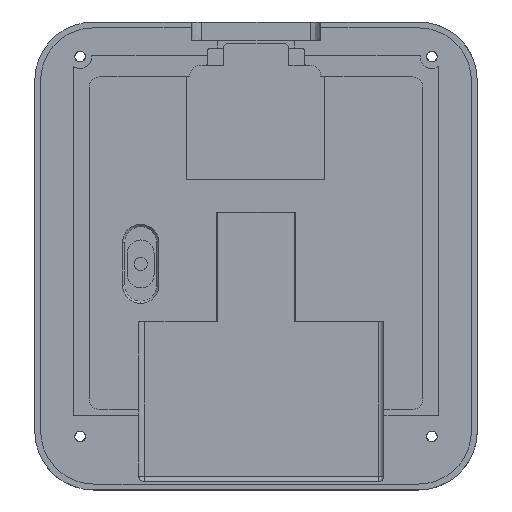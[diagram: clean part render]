
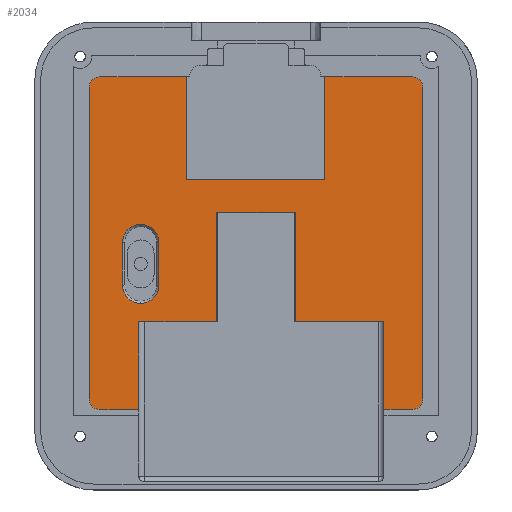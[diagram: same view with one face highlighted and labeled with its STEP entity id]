
A CAD part, top view. The second image highlights one B-rep face of the part: STEP entity #2034.
In plain terms, the highlighted planar face has unit normal (0, 0, 1).
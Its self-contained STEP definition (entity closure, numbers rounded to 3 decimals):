
#1809=CARTESIAN_POINT('',(0.049,0.195,-6.18));
#1810=DIRECTION('',(0.,0.,1.));
#1811=DIRECTION('',(0.674,0.739,0.));
#1812=AXIS2_PLACEMENT_3D('',#1809,#1810,#1811);
#1813=PLANE('',#1812);
#1814=CARTESIAN_POINT('',(-21.572,0.577,-6.18));
#1815=VERTEX_POINT('',#1814);
#1816=CARTESIAN_POINT('',(-18.172,-2.823,-6.18));
#1817=VERTEX_POINT('',#1816);
#1818=CARTESIAN_POINT('',(-21.572,-2.823,-6.18));
#1819=DIRECTION('',(-0.,-0.,-1.));
#1820=DIRECTION('',(1.,0.,-0.));
#1821=AXIS2_PLACEMENT_3D('',#1818,#1819,#1820);
#1822=CIRCLE('',#1821,3.4);
#1823=EDGE_CURVE('',#1815,#1817,#1822,.T.);
#1824=ORIENTED_EDGE('',*,*,#1823,.T.);
#1825=CARTESIAN_POINT('',(-18.172,-10.823,-6.18));
#1826=VERTEX_POINT('',#1825);
#1827=CARTESIAN_POINT('',(-18.172,-2.823,-6.18));
#1828=DIRECTION('',(0.,-1.,0.));
#1829=VECTOR('',#1828,8.);
#1830=LINE('',#1827,#1829);
#1831=EDGE_CURVE('',#1817,#1826,#1830,.T.);
#1832=ORIENTED_EDGE('',*,*,#1831,.T.);
#1833=CARTESIAN_POINT('',(-21.572,-14.223,-6.18));
#1834=VERTEX_POINT('',#1833);
#1835=CARTESIAN_POINT('',(-21.572,-10.823,-6.18));
#1836=DIRECTION('',(-0.,-0.,-1.));
#1837=DIRECTION('',(1.,0.,-0.));
#1838=AXIS2_PLACEMENT_3D('',#1835,#1836,#1837);
#1839=CIRCLE('',#1838,3.4);
#1840=EDGE_CURVE('',#1826,#1834,#1839,.T.);
#1841=ORIENTED_EDGE('',*,*,#1840,.T.);
#1842=CARTESIAN_POINT('',(-24.972,-10.823,-6.18));
#1843=VERTEX_POINT('',#1842);
#1844=CARTESIAN_POINT('',(-21.572,-10.823,-6.18));
#1845=DIRECTION('',(-0.,-0.,-1.));
#1846=DIRECTION('',(1.,0.,-0.));
#1847=AXIS2_PLACEMENT_3D('',#1844,#1845,#1846);
#1848=CIRCLE('',#1847,3.4);
#1849=EDGE_CURVE('',#1834,#1843,#1848,.T.);
#1850=ORIENTED_EDGE('',*,*,#1849,.T.);
#1851=CARTESIAN_POINT('',(-24.972,-2.823,-6.18));
#1852=VERTEX_POINT('',#1851);
#1853=CARTESIAN_POINT('',(-24.972,-10.823,-6.18));
#1854=DIRECTION('',(0.,1.,0.));
#1855=VECTOR('',#1854,8.);
#1856=LINE('',#1853,#1855);
#1857=EDGE_CURVE('',#1843,#1852,#1856,.T.);
#1858=ORIENTED_EDGE('',*,*,#1857,.T.);
#1859=CARTESIAN_POINT('',(-21.572,-2.823,-6.18));
#1860=DIRECTION('',(-0.,-0.,-1.));
#1861=DIRECTION('',(1.,0.,-0.));
#1862=AXIS2_PLACEMENT_3D('',#1859,#1860,#1861);
#1863=CIRCLE('',#1862,3.4);
#1864=EDGE_CURVE('',#1852,#1815,#1863,.T.);
#1865=ORIENTED_EDGE('',*,*,#1864,.T.);
#1866=EDGE_LOOP('',(#1824,#1832,#1841,#1850,#1858,#1865));
#1867=FACE_BOUND('',#1866,.T.);
#1868=CARTESIAN_POINT('',(12.93,8.947,-6.18));
#1869=VERTEX_POINT('',#1868);
#1870=CARTESIAN_POINT('',(12.93,28.245,-6.18));
#1871=VERTEX_POINT('',#1870);
#1872=CARTESIAN_POINT('',(12.93,8.947,-6.18));
#1873=DIRECTION('',(0.,1.,0.));
#1874=VECTOR('',#1873,19.298);
#1875=LINE('',#1872,#1874);
#1876=EDGE_CURVE('',#1869,#1871,#1875,.T.);
#1877=ORIENTED_EDGE('',*,*,#1876,.F.);
#1878=CARTESIAN_POINT('',(-13.07,8.947,-6.18));
#1879=VERTEX_POINT('',#1878);
#1880=CARTESIAN_POINT('',(-13.07,8.947,-6.18));
#1881=DIRECTION('',(1.,0.,-0.));
#1882=VECTOR('',#1881,26.);
#1883=LINE('',#1880,#1882);
#1884=EDGE_CURVE('',#1879,#1869,#1883,.T.);
#1885=ORIENTED_EDGE('',*,*,#1884,.F.);
#1886=CARTESIAN_POINT('',(-13.07,28.245,-6.18));
#1887=VERTEX_POINT('',#1886);
#1888=CARTESIAN_POINT('',(-13.07,28.245,-6.18));
#1889=DIRECTION('',(-0.,-1.,0.));
#1890=VECTOR('',#1889,19.298);
#1891=LINE('',#1888,#1890);
#1892=EDGE_CURVE('',#1887,#1879,#1891,.T.);
#1893=ORIENTED_EDGE('',*,*,#1892,.F.);
#1894=CARTESIAN_POINT('',(-29.252,28.245,-6.18));
#1895=VERTEX_POINT('',#1894);
#1896=CARTESIAN_POINT('',(-13.07,28.245,-6.18));
#1897=DIRECTION('',(-1.,0.,0.));
#1898=VECTOR('',#1897,16.182);
#1899=LINE('',#1896,#1898);
#1900=EDGE_CURVE('',#1887,#1895,#1899,.T.);
#1901=ORIENTED_EDGE('',*,*,#1900,.T.);
#1902=CARTESIAN_POINT('',(-31.251,26.246,-6.18));
#1903=VERTEX_POINT('',#1902);
#1904=CARTESIAN_POINT('',(-29.252,26.246,-6.18));
#1905=DIRECTION('',(0.,0.,1.));
#1906=DIRECTION('',(1.,0.,-0.));
#1907=AXIS2_PLACEMENT_3D('',#1904,#1905,#1906);
#1908=CIRCLE('',#1907,2.);
#1909=EDGE_CURVE('',#1895,#1903,#1908,.T.);
#1910=ORIENTED_EDGE('',*,*,#1909,.T.);
#1911=CARTESIAN_POINT('',(-31.251,-32.155,-6.18));
#1912=VERTEX_POINT('',#1911);
#1913=CARTESIAN_POINT('',(-31.251,26.246,-6.18));
#1914=DIRECTION('',(0.,-1.,0.));
#1915=VECTOR('',#1914,58.401);
#1916=LINE('',#1913,#1915);
#1917=EDGE_CURVE('',#1903,#1912,#1916,.T.);
#1918=ORIENTED_EDGE('',*,*,#1917,.T.);
#1919=CARTESIAN_POINT('',(-29.252,-34.155,-6.18));
#1920=VERTEX_POINT('',#1919);
#1921=CARTESIAN_POINT('',(-29.252,-32.155,-6.18));
#1922=DIRECTION('',(0.,0.,1.));
#1923=DIRECTION('',(1.,0.,-0.));
#1924=AXIS2_PLACEMENT_3D('',#1921,#1922,#1923);
#1925=CIRCLE('',#1924,2.);
#1926=EDGE_CURVE('',#1912,#1920,#1925,.T.);
#1927=ORIENTED_EDGE('',*,*,#1926,.T.);
#1928=CARTESIAN_POINT('',(-21.951,-34.155,-6.18));
#1929=VERTEX_POINT('',#1928);
#1930=CARTESIAN_POINT('',(-21.951,-34.155,-6.18));
#1931=DIRECTION('',(-1.,0.,0.));
#1932=VECTOR('',#1931,7.3);
#1933=LINE('',#1930,#1932);
#1934=EDGE_CURVE('',#1929,#1920,#1933,.T.);
#1935=ORIENTED_EDGE('',*,*,#1934,.F.);
#1936=CARTESIAN_POINT('',(-21.951,-17.655,-6.18));
#1937=VERTEX_POINT('',#1936);
#1938=CARTESIAN_POINT('',(-21.951,-34.155,-6.18));
#1939=DIRECTION('',(-0.,1.,0.));
#1940=VECTOR('',#1939,16.5);
#1941=LINE('',#1938,#1940);
#1942=EDGE_CURVE('',#1929,#1937,#1941,.T.);
#1943=ORIENTED_EDGE('',*,*,#1942,.T.);
#1944=CARTESIAN_POINT('',(-7.351,-17.655,-6.18));
#1945=VERTEX_POINT('',#1944);
#1946=CARTESIAN_POINT('',(-21.951,-17.655,-6.18));
#1947=DIRECTION('',(1.,0.,0.));
#1948=VECTOR('',#1947,14.6);
#1949=LINE('',#1946,#1948);
#1950=EDGE_CURVE('',#1937,#1945,#1949,.T.);
#1951=ORIENTED_EDGE('',*,*,#1950,.T.);
#1952=CARTESIAN_POINT('',(-7.351,2.845,-6.18));
#1953=VERTEX_POINT('',#1952);
#1954=CARTESIAN_POINT('',(-7.351,-17.655,-6.18));
#1955=DIRECTION('',(0.,1.,0.));
#1956=VECTOR('',#1955,20.5);
#1957=LINE('',#1954,#1956);
#1958=EDGE_CURVE('',#1945,#1953,#1957,.T.);
#1959=ORIENTED_EDGE('',*,*,#1958,.T.);
#1960=CARTESIAN_POINT('',(7.449,2.845,-6.18));
#1961=VERTEX_POINT('',#1960);
#1962=CARTESIAN_POINT('',(-7.351,2.845,-6.18));
#1963=DIRECTION('',(1.,-0.,-0.));
#1964=VECTOR('',#1963,14.8);
#1965=LINE('',#1962,#1964);
#1966=EDGE_CURVE('',#1953,#1961,#1965,.T.);
#1967=ORIENTED_EDGE('',*,*,#1966,.T.);
#1968=CARTESIAN_POINT('',(7.449,-17.655,-6.18));
#1969=VERTEX_POINT('',#1968);
#1970=CARTESIAN_POINT('',(7.449,2.845,-6.18));
#1971=DIRECTION('',(0.,-1.,0.));
#1972=VECTOR('',#1971,20.5);
#1973=LINE('',#1970,#1972);
#1974=EDGE_CURVE('',#1961,#1969,#1973,.T.);
#1975=ORIENTED_EDGE('',*,*,#1974,.T.);
#1976=CARTESIAN_POINT('',(24.049,-17.655,-6.18));
#1977=VERTEX_POINT('',#1976);
#1978=CARTESIAN_POINT('',(7.449,-17.655,-6.18));
#1979=DIRECTION('',(1.,0.,0.));
#1980=VECTOR('',#1979,16.6);
#1981=LINE('',#1978,#1980);
#1982=EDGE_CURVE('',#1969,#1977,#1981,.T.);
#1983=ORIENTED_EDGE('',*,*,#1982,.T.);
#1984=CARTESIAN_POINT('',(24.049,-34.155,-6.18));
#1985=VERTEX_POINT('',#1984);
#1986=CARTESIAN_POINT('',(24.049,-17.655,-6.18));
#1987=DIRECTION('',(-0.,-1.,0.));
#1988=VECTOR('',#1987,16.5);
#1989=LINE('',#1986,#1988);
#1990=EDGE_CURVE('',#1977,#1985,#1989,.T.);
#1991=ORIENTED_EDGE('',*,*,#1990,.T.);
#1992=CARTESIAN_POINT('',(29.349,-34.155,-6.18));
#1993=VERTEX_POINT('',#1992);
#1994=CARTESIAN_POINT('',(29.349,-34.155,-6.18));
#1995=DIRECTION('',(-1.,0.,0.));
#1996=VECTOR('',#1995,5.3);
#1997=LINE('',#1994,#1996);
#1998=EDGE_CURVE('',#1993,#1985,#1997,.T.);
#1999=ORIENTED_EDGE('',*,*,#1998,.F.);
#2000=CARTESIAN_POINT('',(31.349,-32.155,-6.18));
#2001=VERTEX_POINT('',#2000);
#2002=CARTESIAN_POINT('',(29.349,-32.155,-6.18));
#2003=DIRECTION('',(0.,0.,1.));
#2004=DIRECTION('',(1.,0.,-0.));
#2005=AXIS2_PLACEMENT_3D('',#2002,#2003,#2004);
#2006=CIRCLE('',#2005,2.);
#2007=EDGE_CURVE('',#1993,#2001,#2006,.T.);
#2008=ORIENTED_EDGE('',*,*,#2007,.T.);
#2009=CARTESIAN_POINT('',(31.349,26.246,-6.18));
#2010=VERTEX_POINT('',#2009);
#2011=CARTESIAN_POINT('',(31.349,26.246,-6.18));
#2012=DIRECTION('',(0.,-1.,0.));
#2013=VECTOR('',#2012,58.401);
#2014=LINE('',#2011,#2013);
#2015=EDGE_CURVE('',#2010,#2001,#2014,.T.);
#2016=ORIENTED_EDGE('',*,*,#2015,.F.);
#2017=CARTESIAN_POINT('',(29.349,28.245,-6.18));
#2018=VERTEX_POINT('',#2017);
#2019=CARTESIAN_POINT('',(29.349,26.246,-6.18));
#2020=DIRECTION('',(0.,0.,1.));
#2021=DIRECTION('',(1.,0.,-0.));
#2022=AXIS2_PLACEMENT_3D('',#2019,#2020,#2021);
#2023=CIRCLE('',#2022,2.);
#2024=EDGE_CURVE('',#2010,#2018,#2023,.T.);
#2025=ORIENTED_EDGE('',*,*,#2024,.T.);
#2026=CARTESIAN_POINT('',(29.349,28.245,-6.18));
#2027=DIRECTION('',(-1.,0.,0.));
#2028=VECTOR('',#2027,16.419);
#2029=LINE('',#2026,#2028);
#2030=EDGE_CURVE('',#2018,#1871,#2029,.T.);
#2031=ORIENTED_EDGE('',*,*,#2030,.T.);
#2032=EDGE_LOOP('',(#1877,#1885,#1893,#1901,#1910,#1918,#1927,#1935,#1943,#1951,#1959,#1967,#1975,#1983,#1991,#1999,#2008,#2016,#2025,#2031));
#2033=FACE_BOUND('',#2032,.T.);
#2034=ADVANCED_FACE('',(#1867,#2033),#1813,.T.);
